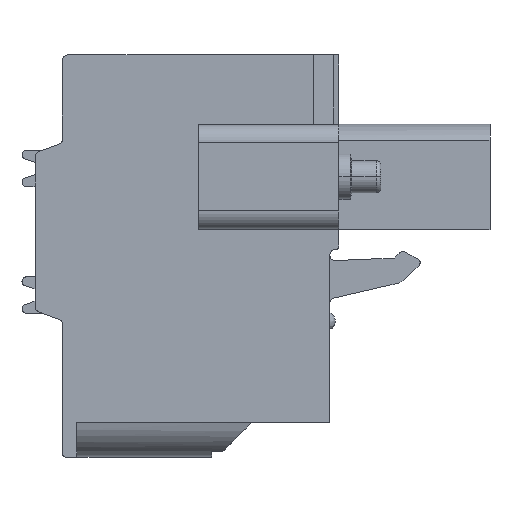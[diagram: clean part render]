
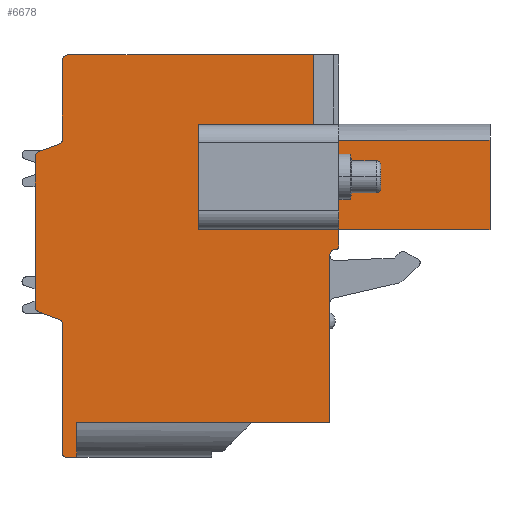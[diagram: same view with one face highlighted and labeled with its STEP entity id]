
A CAD part, front view. The second image highlights one B-rep face of the part: STEP entity #6678.
In plain terms, the highlighted planar face has unit normal (0, -1, 0).
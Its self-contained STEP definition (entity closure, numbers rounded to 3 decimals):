
#773=DIRECTION('',(-1.,0.,0.));
#774=VECTOR('',#773,8.3);
#775=CARTESIAN_POINT('',(12.481,-20.22,6.775));
#776=LINE('',#775,#774);
#777=DIRECTION('',(0.,0.,-1.));
#778=VECTOR('',#777,4.9);
#779=CARTESIAN_POINT('',(12.481,-20.22,6.775));
#780=LINE('',#779,#778);
#781=DIRECTION('',(-1.,0.,0.));
#782=VECTOR('',#781,8.3);
#783=CARTESIAN_POINT('',(12.481,-20.22,1.875));
#784=LINE('',#783,#782);
#785=DIRECTION('',(0.,0.,-1.));
#786=VECTOR('',#785,0.901);
#787=CARTESIAN_POINT('',(4.181,-20.22,1.875));
#788=LINE('',#787,#786);
#789=CARTESIAN_POINT('',(3.981,-20.22,0.974));
#790=DIRECTION('',(0.,1.,0.));
#791=DIRECTION('',(1.,0.,0.));
#792=AXIS2_PLACEMENT_3D('',#789,#790,#791);
#794=CARTESIAN_POINT('',(3.981,-20.22,0.474));
#795=DIRECTION('',(0.,-1.,0.));
#796=DIRECTION('',(0.,0.,1.));
#797=AXIS2_PLACEMENT_3D('',#794,#795,#796);
#799=DIRECTION('',(-1.,0.,0.));
#800=VECTOR('',#799,13.9);
#801=CARTESIAN_POINT('',(3.681,-20.22,-8.725));
#802=LINE('',#801,#800);
#803=DIRECTION('',(0.,0.,-1.));
#804=VECTOR('',#803,1.9);
#805=CARTESIAN_POINT('',(-10.219,-20.22,-8.725));
#806=LINE('',#805,#804);
#807=DIRECTION('',(-1.,0.,0.));
#808=VECTOR('',#807,0.6);
#809=CARTESIAN_POINT('',(-10.219,-20.22,-10.625));
#810=LINE('',#809,#808);
#811=CARTESIAN_POINT('',(-10.819,-20.22,-10.425));
#812=DIRECTION('',(0.,1.,0.));
#813=DIRECTION('',(0.,0.,-1.));
#814=AXIS2_PLACEMENT_3D('',#811,#812,#813);
#816=DIRECTION('',(0.,0.,1.));
#817=VECTOR('',#816,7.095);
#818=CARTESIAN_POINT('',(-11.019,-20.22,-10.425));
#819=LINE('',#818,#817);
#820=CARTESIAN_POINT('',(-11.319,-20.22,-3.33));
#821=DIRECTION('',(0.,-1.,0.));
#822=DIRECTION('',(1.,0.,0.));
#823=AXIS2_PLACEMENT_3D('',#820,#821,#822);
#825=DIRECTION('',(-0.94,0.,0.342));
#826=VECTOR('',#825,1.176);
#827=CARTESIAN_POINT('',(-11.216,-20.22,-3.048));
#828=LINE('',#827,#826);
#829=CARTESIAN_POINT('',(-12.219,-20.22,-2.364));
#830=DIRECTION('',(0.,1.,0.));
#831=DIRECTION('',(-0.342,0.,-0.94));
#832=AXIS2_PLACEMENT_3D('',#829,#830,#831);
#834=DIRECTION('',(0.,0.,1.));
#835=VECTOR('',#834,8.238);
#836=CARTESIAN_POINT('',(-12.519,-20.22,-2.364));
#837=LINE('',#836,#835);
#838=CARTESIAN_POINT('',(-12.219,-20.22,5.874));
#839=DIRECTION('',(0.,1.,0.));
#840=DIRECTION('',(-1.,0.,0.));
#841=AXIS2_PLACEMENT_3D('',#838,#839,#840);
#843=DIRECTION('',(0.94,0.,0.342));
#844=VECTOR('',#843,1.176);
#845=CARTESIAN_POINT('',(-12.321,-20.22,6.156));
#846=LINE('',#845,#844);
#847=CARTESIAN_POINT('',(-11.319,-20.22,6.84));
#848=DIRECTION('',(0.,-1.,0.));
#849=DIRECTION('',(0.342,0.,-0.94));
#850=AXIS2_PLACEMENT_3D('',#847,#848,#849);
#852=DIRECTION('',(0.,0.,1.));
#853=VECTOR('',#852,4.335);
#854=CARTESIAN_POINT('',(-11.019,-20.22,6.84));
#855=LINE('',#854,#853);
#856=CARTESIAN_POINT('',(-10.719,-20.22,11.175));
#857=DIRECTION('',(0.,1.,0.));
#858=DIRECTION('',(-1.,0.,0.));
#859=AXIS2_PLACEMENT_3D('',#856,#857,#858);
#861=DIRECTION('',(1.,0.,0.));
#862=VECTOR('',#861,13.5);
#863=CARTESIAN_POINT('',(-10.719,-20.22,11.475));
#864=LINE('',#863,#862);
#865=DIRECTION('',(0.,0.,-1.));
#866=VECTOR('',#865,3.825);
#867=CARTESIAN_POINT('',(2.781,-20.22,11.475));
#868=LINE('',#867,#866);
#869=DIRECTION('',(1.,0.,0.));
#870=VECTOR('',#869,6.3);
#871=CARTESIAN_POINT('',(-3.519,-20.22,7.65));
#872=LINE('',#871,#870);
#873=DIRECTION('',(0.,0.,1.));
#874=VECTOR('',#873,5.75);
#875=CARTESIAN_POINT('',(-3.519,-20.22,1.9));
#876=LINE('',#875,#874);
#877=DIRECTION('',(-1.,0.,0.));
#878=VECTOR('',#877,6.3);
#879=CARTESIAN_POINT('',(2.781,-20.22,1.9));
#880=LINE('',#879,#878);
#881=DIRECTION('',(-1.,0.,0.));
#882=VECTOR('',#881,1.4);
#883=CARTESIAN_POINT('',(4.181,-20.22,1.9));
#884=LINE('',#883,#882);
#885=DIRECTION('',(0.,0.,-1.));
#886=VECTOR('',#885,4.875);
#887=CARTESIAN_POINT('',(4.181,-20.22,6.775));
#888=LINE('',#887,#886);
#1157=DIRECTION('',(0.,0.,1.));
#1158=VECTOR('',#1157,9.199);
#1159=CARTESIAN_POINT('',(3.681,-20.22,-8.725));
#1160=LINE('',#1159,#1158);
#4349=CARTESIAN_POINT('',(-12.519,-20.22,-2.364));
#4350=CARTESIAN_POINT('',(-12.519,-20.22,5.874));
#4351=VERTEX_POINT('',#4349);
#4352=VERTEX_POINT('',#4350);
#4353=CARTESIAN_POINT('',(-12.321,-20.22,6.156));
#4354=VERTEX_POINT('',#4353);
#4355=CARTESIAN_POINT('',(-11.216,-20.22,6.558));
#4356=VERTEX_POINT('',#4355);
#4357=CARTESIAN_POINT('',(-11.019,-20.22,6.84));
#4358=VERTEX_POINT('',#4357);
#4359=CARTESIAN_POINT('',(-11.019,-20.22,11.175));
#4360=VERTEX_POINT('',#4359);
#4361=CARTESIAN_POINT('',(-10.719,-20.22,11.475));
#4362=VERTEX_POINT('',#4361);
#4363=CARTESIAN_POINT('',(3.681,-20.22,-8.725));
#4364=CARTESIAN_POINT('',(-10.219,-20.22,-8.725));
#4365=VERTEX_POINT('',#4363);
#4366=VERTEX_POINT('',#4364);
#4367=CARTESIAN_POINT('',(-10.219,-20.22,-10.625));
#4368=VERTEX_POINT('',#4367);
#4369=CARTESIAN_POINT('',(-10.819,-20.22,-10.625));
#4370=VERTEX_POINT('',#4369);
#4371=CARTESIAN_POINT('',(-11.019,-20.22,-10.425));
#4372=VERTEX_POINT('',#4371);
#4373=CARTESIAN_POINT('',(-11.019,-20.22,-3.33));
#4374=VERTEX_POINT('',#4373);
#4375=CARTESIAN_POINT('',(-11.216,-20.22,-3.048));
#4376=VERTEX_POINT('',#4375);
#4377=CARTESIAN_POINT('',(-12.321,-20.22,-2.646));
#4378=VERTEX_POINT('',#4377);
#4389=CARTESIAN_POINT('',(4.181,-20.22,0.974));
#4390=CARTESIAN_POINT('',(3.981,-20.22,0.774));
#4391=VERTEX_POINT('',#4389);
#4392=VERTEX_POINT('',#4390);
#4393=CARTESIAN_POINT('',(4.181,-20.22,1.875));
#4394=VERTEX_POINT('',#4393);
#4395=CARTESIAN_POINT('',(3.681,-20.22,0.474));
#4396=VERTEX_POINT('',#4395);
#4397=CARTESIAN_POINT('',(12.481,-20.22,1.875));
#4398=VERTEX_POINT('',#4397);
#5135=CARTESIAN_POINT('',(12.481,-20.22,6.775));
#5137=VERTEX_POINT('',#5135);
#5415=CARTESIAN_POINT('',(-3.519,-20.22,1.9));
#5416=CARTESIAN_POINT('',(-3.519,-20.22,7.65));
#5417=VERTEX_POINT('',#5415);
#5418=VERTEX_POINT('',#5416);
#5429=CARTESIAN_POINT('',(2.781,-20.22,1.9));
#5430=CARTESIAN_POINT('',(2.781,-20.22,7.65));
#5431=VERTEX_POINT('',#5429);
#5432=VERTEX_POINT('',#5430);
#5575=CARTESIAN_POINT('',(2.781,-20.22,11.475));
#5576=VERTEX_POINT('',#5575);
#5578=CARTESIAN_POINT('',(4.181,-20.22,6.775));
#5580=VERTEX_POINT('',#5578);
#5583=CARTESIAN_POINT('',(4.181,-20.22,1.9));
#5584=VERTEX_POINT('',#5583);
#6620=CARTESIAN_POINT('',(0.,-20.22,0.));
#6621=DIRECTION('',(0.,1.,0.));
#6622=DIRECTION('',(1.,0.,0.));
#6623=AXIS2_PLACEMENT_3D('',#6620,#6621,#6622);
#6624=PLANE('',#6623);
#6626=ORIENTED_EDGE('',*,*,#6625,.F.);
#6627=ORIENTED_EDGE('',*,*,#5819,.T.);
#6629=ORIENTED_EDGE('',*,*,#6628,.T.);
#6631=ORIENTED_EDGE('',*,*,#6630,.T.);
#6633=ORIENTED_EDGE('',*,*,#6632,.T.);
#6635=ORIENTED_EDGE('',*,*,#6634,.T.);
#6637=ORIENTED_EDGE('',*,*,#6636,.F.);
#6639=ORIENTED_EDGE('',*,*,#6638,.T.);
#6641=ORIENTED_EDGE('',*,*,#6640,.T.);
#6643=ORIENTED_EDGE('',*,*,#6642,.T.);
#6645=ORIENTED_EDGE('',*,*,#6644,.T.);
#6647=ORIENTED_EDGE('',*,*,#6646,.T.);
#6649=ORIENTED_EDGE('',*,*,#6648,.T.);
#6651=ORIENTED_EDGE('',*,*,#6650,.T.);
#6653=ORIENTED_EDGE('',*,*,#6652,.T.);
#6655=ORIENTED_EDGE('',*,*,#6654,.T.);
#6657=ORIENTED_EDGE('',*,*,#6656,.T.);
#6659=ORIENTED_EDGE('',*,*,#6658,.T.);
#6661=ORIENTED_EDGE('',*,*,#6660,.T.);
#6663=ORIENTED_EDGE('',*,*,#6662,.T.);
#6665=ORIENTED_EDGE('',*,*,#6664,.T.);
#6666=ORIENTED_EDGE('',*,*,#6586,.T.);
#6667=ORIENTED_EDGE('',*,*,#6092,.T.);
#6669=ORIENTED_EDGE('',*,*,#6668,.F.);
#6671=ORIENTED_EDGE('',*,*,#6670,.F.);
#6673=ORIENTED_EDGE('',*,*,#6672,.F.);
#6674=ORIENTED_EDGE('',*,*,#6080,.F.);
#6675=ORIENTED_EDGE('',*,*,#6063,.F.);
#6676=EDGE_LOOP('',(#6626,#6627,#6629,#6631,#6633,#6635,#6637,#6639,#6641,#6643,
#6645,#6647,#6649,#6651,#6653,#6655,#6657,#6659,#6661,#6663,#6665,#6666,#6667,
#6669,#6671,#6673,#6674,#6675));
#6677=FACE_OUTER_BOUND('',#6676,.F.);
#6678=ADVANCED_FACE('',(#6677),#6624,.F.);
#793=CIRCLE('',#792,0.2);
#798=CIRCLE('',#797,0.3);
#815=CIRCLE('',#814,0.2);
#824=CIRCLE('',#823,0.3);
#833=CIRCLE('',#832,0.3);
#842=CIRCLE('',#841,0.3);
#851=CIRCLE('',#850,0.3);
#860=CIRCLE('',#859,0.3);
#5819=EDGE_CURVE('',#5137,#4398,#780,.T.);
#6063=EDGE_CURVE('',#5580,#5584,#888,.T.);
#6080=EDGE_CURVE('',#5584,#5431,#884,.T.);
#6092=EDGE_CURVE('',#5576,#5432,#868,.T.);
#6586=EDGE_CURVE('',#4362,#5576,#864,.T.);
#6625=EDGE_CURVE('',#5137,#5580,#776,.T.);
#6628=EDGE_CURVE('',#4398,#4394,#784,.T.);
#6630=EDGE_CURVE('',#4394,#4391,#788,.T.);
#6632=EDGE_CURVE('',#4391,#4392,#793,.T.);
#6634=EDGE_CURVE('',#4392,#4396,#798,.T.);
#6636=EDGE_CURVE('',#4365,#4396,#1160,.T.);
#6638=EDGE_CURVE('',#4365,#4366,#802,.T.);
#6640=EDGE_CURVE('',#4366,#4368,#806,.T.);
#6642=EDGE_CURVE('',#4368,#4370,#810,.T.);
#6644=EDGE_CURVE('',#4370,#4372,#815,.T.);
#6646=EDGE_CURVE('',#4372,#4374,#819,.T.);
#6648=EDGE_CURVE('',#4374,#4376,#824,.T.);
#6650=EDGE_CURVE('',#4376,#4378,#828,.T.);
#6652=EDGE_CURVE('',#4378,#4351,#833,.T.);
#6654=EDGE_CURVE('',#4351,#4352,#837,.T.);
#6656=EDGE_CURVE('',#4352,#4354,#842,.T.);
#6658=EDGE_CURVE('',#4354,#4356,#846,.T.);
#6660=EDGE_CURVE('',#4356,#4358,#851,.T.);
#6662=EDGE_CURVE('',#4358,#4360,#855,.T.);
#6664=EDGE_CURVE('',#4360,#4362,#860,.T.);
#6668=EDGE_CURVE('',#5418,#5432,#872,.T.);
#6670=EDGE_CURVE('',#5417,#5418,#876,.T.);
#6672=EDGE_CURVE('',#5431,#5417,#880,.T.);
